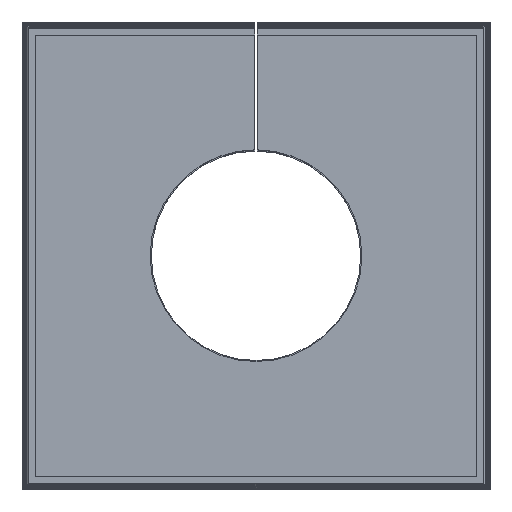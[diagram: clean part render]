
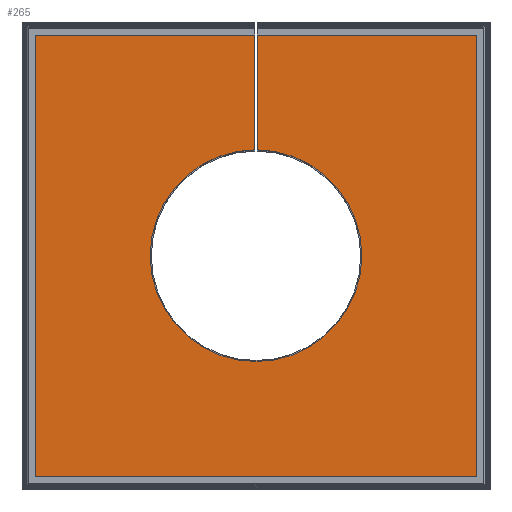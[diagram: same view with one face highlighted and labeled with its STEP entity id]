
A CAD part, top view. The second image highlights one B-rep face of the part: STEP entity #265.
In plain terms, the highlighted planar face has unit normal (0, 0, 1).
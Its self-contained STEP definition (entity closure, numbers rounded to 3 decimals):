
#63=CIRCLE('',#2161,9.5);
#265=ADVANCED_FACE('',(#460),#361,.T.);
#361=PLANE('',#2162);
#460=FACE_OUTER_BOUND('',#583,.T.);
#583=EDGE_LOOP('',(#1022,#1023,#1024,#1025,#1026,#1027,#1028,#1029));
#1022=ORIENTED_EDGE('',*,*,#1600,.F.);
#1023=ORIENTED_EDGE('',*,*,#1601,.T.);
#1024=ORIENTED_EDGE('',*,*,#1602,.T.);
#1025=ORIENTED_EDGE('',*,*,#1603,.T.);
#1026=ORIENTED_EDGE('',*,*,#1604,.T.);
#1027=ORIENTED_EDGE('',*,*,#1404,.T.);
#1028=ORIENTED_EDGE('',*,*,#1605,.T.);
#1029=ORIENTED_EDGE('',*,*,#1606,.F.);
#1212=VERTEX_POINT('',#2711);
#1214=VERTEX_POINT('',#2714);
#1336=VERTEX_POINT('',#3670);
#1337=VERTEX_POINT('',#3671);
#1338=VERTEX_POINT('',#3673);
#1339=VERTEX_POINT('',#3675);
#1340=VERTEX_POINT('',#3677);
#1341=VERTEX_POINT('',#3680);
#1404=EDGE_CURVE('',#1214,#1212,#1693,.T.);
#1600=EDGE_CURVE('',#1336,#1337,#1824,.T.);
#1601=EDGE_CURVE('',#1336,#1338,#1825,.T.);
#1602=EDGE_CURVE('',#1338,#1339,#1826,.T.);
#1603=EDGE_CURVE('',#1339,#1340,#1827,.T.);
#1604=EDGE_CURVE('',#1340,#1214,#1828,.T.);
#1605=EDGE_CURVE('',#1212,#1341,#1829,.T.);
#1606=EDGE_CURVE('',#1337,#1341,#63,.T.);
#1693=LINE('',#2713,#1896);
#1824=LINE('',#3669,#2043);
#1825=LINE('',#3672,#2044);
#1826=LINE('',#3674,#2045);
#1827=LINE('',#3676,#2046);
#1828=LINE('',#3678,#2047);
#1829=LINE('',#3679,#2048);
#1896=VECTOR('',#2247,1.);
#2043=VECTOR('',#2528,1.);
#2044=VECTOR('',#2529,1.);
#2045=VECTOR('',#2530,1.);
#2046=VECTOR('',#2531,1.);
#2047=VECTOR('',#2532,1.);
#2048=VECTOR('',#2533,1.);
#2161=AXIS2_PLACEMENT_3D('',#3681,#2534,#2535);
#2162=AXIS2_PLACEMENT_3D('',#3682,#2536,#2537);
#2247=DIRECTION('',(-1.,0.,0.));
#2528=DIRECTION('',(0.,-1.,0.));
#2529=DIRECTION('',(-1.,0.,0.));
#2530=DIRECTION('',(0.,-1.,0.));
#2531=DIRECTION('',(1.,0.,0.));
#2532=DIRECTION('',(0.,1.,0.));
#2533=DIRECTION('',(0.,-1.,0.));
#2534=DIRECTION('',(0.,0.,1.));
#2535=DIRECTION('',(1.,0.,0.));
#2536=DIRECTION('',(0.,0.,1.));
#2537=DIRECTION('',(-1.,0.,0.));
#2711=CARTESIAN_POINT('',(0.1,19.8,17.7));
#2713=CARTESIAN_POINT('',(19.8,19.8,17.7));
#2714=CARTESIAN_POINT('',(19.8,19.8,17.7));
#3669=CARTESIAN_POINT('',(-0.1,0.,17.7));
#3670=CARTESIAN_POINT('',(-0.1,19.8,17.7));
#3671=CARTESIAN_POINT('',(-0.1,9.499,17.7));
#3672=CARTESIAN_POINT('',(19.8,19.8,17.7));
#3673=CARTESIAN_POINT('',(-19.8,19.8,17.7));
#3674=CARTESIAN_POINT('',(-19.8,19.8,17.7));
#3675=CARTESIAN_POINT('',(-19.8,-19.8,17.7));
#3676=CARTESIAN_POINT('',(-19.8,-19.8,17.7));
#3677=CARTESIAN_POINT('',(19.8,-19.8,17.7));
#3678=CARTESIAN_POINT('',(19.8,-19.8,17.7));
#3679=CARTESIAN_POINT('',(0.1,0.,17.7));
#3680=CARTESIAN_POINT('',(0.1,9.499,17.7));
#3681=CARTESIAN_POINT('',(0.,0.,17.7));
#3682=CARTESIAN_POINT('',(0.,0.,17.7));
